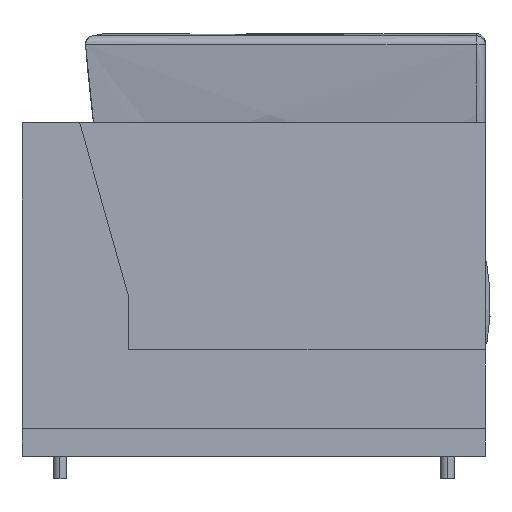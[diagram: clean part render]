
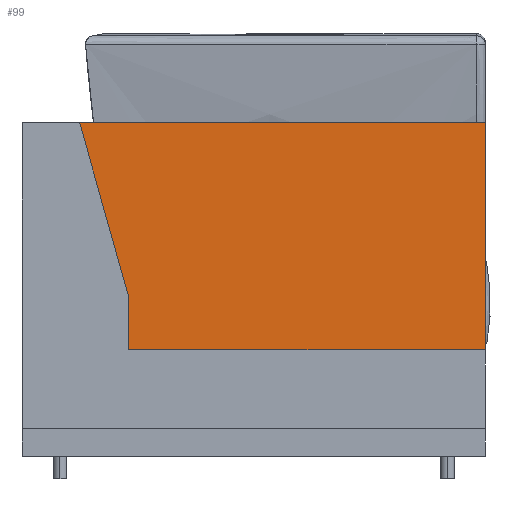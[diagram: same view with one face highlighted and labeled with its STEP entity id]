
A CAD part, left-side view. The second image highlights one B-rep face of the part: STEP entity #99.
In plain terms, the highlighted free-form (B-spline) face has degree [1, 1] with [2, 2] control points.
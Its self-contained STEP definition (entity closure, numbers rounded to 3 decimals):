
#99=ADVANCED_FACE($,(#290),#2090,.T.);
#290=FACE_OUTER_BOUND($,#481,.T.);
#481=EDGE_LOOP($,(#867,#868,#869,#870,#871,#872));
#867=ORIENTED_EDGE($,*,*,#1458,.T.);
#868=ORIENTED_EDGE($,*,*,#1460,.T.);
#869=ORIENTED_EDGE($,*,*,#1462,.T.);
#870=ORIENTED_EDGE($,*,*,#1464,.T.);
#871=ORIENTED_EDGE($,*,*,#1442,.T.);
#872=ORIENTED_EDGE($,*,*,#1456,.T.);
#1442=EDGE_CURVE($,#1769,#1773,#2186,.T.);
#1456=EDGE_CURVE($,#1773,#1780,#2200,.T.);
#1458=EDGE_CURVE($,#1780,#1781,#2202,.T.);
#1460=EDGE_CURVE($,#1781,#1783,#2204,.T.);
#1462=EDGE_CURVE($,#1783,#1785,#2206,.T.);
#1464=EDGE_CURVE($,#1785,#1769,#2208,.T.);
#1769=VERTEX_POINT($,#3313);
#1773=VERTEX_POINT($,#3317);
#1780=VERTEX_POINT($,#3324);
#1781=VERTEX_POINT($,#3325);
#1783=VERTEX_POINT($,#3327);
#1785=VERTEX_POINT($,#3329);
#2090=B_SPLINE_SURFACE_WITH_KNOTS($,1,1,((#3263,#3264),(#3265,#3266)),.UNSPECIFIED.,
.F.,.F.,.F.,(2,2),(2,2),(0.,999.981),(3228.983,3718.986),
.UNSPECIFIED.);
#2186=B_SPLINE_CURVE_WITH_KNOTS($,1,(#2947,#2948),.UNSPECIFIED.,.F.,.F.,
(2,2),(-3718.986,-3228.983),.UNSPECIFIED.);
#2200=B_SPLINE_CURVE_WITH_KNOTS($,1,(#2975,#2976),.UNSPECIFIED.,.F.,.F.,
(2,2),(0.,999.981),.UNSPECIFIED.);
#2202=B_SPLINE_CURVE_WITH_KNOTS($,3,(#2981,#2982,#2983,#2984),.UNSPECIFIED.,
.F.,.F.,(4,4),(-124.399,0.),.UNSPECIFIED.);
#2204=B_SPLINE_CURVE_WITH_KNOTS($,3,(#2989,#2990,#2991,#2992),.UNSPECIFIED.,
.F.,.F.,(4,4),(-389.58,0.),.UNSPECIFIED.);
#2206=B_SPLINE_CURVE_WITH_KNOTS($,3,(#2997,#2998,#2999,#3000),.UNSPECIFIED.,
.F.,.F.,(4,4),(-115.,0.),.UNSPECIFIED.);
#2208=B_SPLINE_CURVE_WITH_KNOTS($,3,(#3005,#3006,#3007,#3008),.UNSPECIFIED.,
.F.,.F.,(4,4),(-770.,0.),.UNSPECIFIED.);
#2947=CARTESIAN_POINT($,(84679.173,-7466.17,170.));
#2948=CARTESIAN_POINT($,(84679.187,-7466.17,660.004));
#2975=CARTESIAN_POINT($,(84679.187,-7466.17,660.004));
#2976=CARTESIAN_POINT($,(84679.187,-6466.189,660.004));
#2981=CARTESIAN_POINT($,(84679.187,-6466.189,660.004));
#2982=CARTESIAN_POINT($,(84679.187,-6507.655,660.002));
#2983=CARTESIAN_POINT($,(84679.187,-6549.122,660.001));
#2984=CARTESIAN_POINT($,(84679.187,-6590.588,660.));
#2989=CARTESIAN_POINT($,(84679.187,-6590.588,660.));
#2990=CARTESIAN_POINT($,(84679.184,-6625.782,535.));
#2991=CARTESIAN_POINT($,(84679.18,-6660.976,410.));
#2992=CARTESIAN_POINT($,(84679.176,-6696.17,285.));
#2997=CARTESIAN_POINT($,(84679.176,-6696.17,285.));
#2998=CARTESIAN_POINT($,(84679.175,-6696.17,246.667));
#2999=CARTESIAN_POINT($,(84679.174,-6696.17,208.333));
#3000=CARTESIAN_POINT($,(84679.173,-6696.17,170.));
#3005=CARTESIAN_POINT($,(84679.173,-6696.17,170.));
#3006=CARTESIAN_POINT($,(84679.173,-6952.837,170.));
#3007=CARTESIAN_POINT($,(84679.173,-7209.503,170.));
#3008=CARTESIAN_POINT($,(84679.173,-7466.17,170.));
#3263=CARTESIAN_POINT($,(84679.187,-7466.17,660.004));
#3264=CARTESIAN_POINT($,(84679.173,-7466.17,170.));
#3265=CARTESIAN_POINT($,(84679.187,-6466.189,660.004));
#3266=CARTESIAN_POINT($,(84679.173,-6466.189,170.));
#3313=CARTESIAN_POINT($,(84679.173,-7466.17,170.));
#3317=CARTESIAN_POINT($,(84679.187,-7466.17,660.004));
#3324=CARTESIAN_POINT($,(84679.187,-6466.189,660.004));
#3325=CARTESIAN_POINT($,(84679.187,-6590.588,660.));
#3327=CARTESIAN_POINT($,(84679.176,-6696.17,285.));
#3329=CARTESIAN_POINT($,(84679.173,-6696.17,170.));
